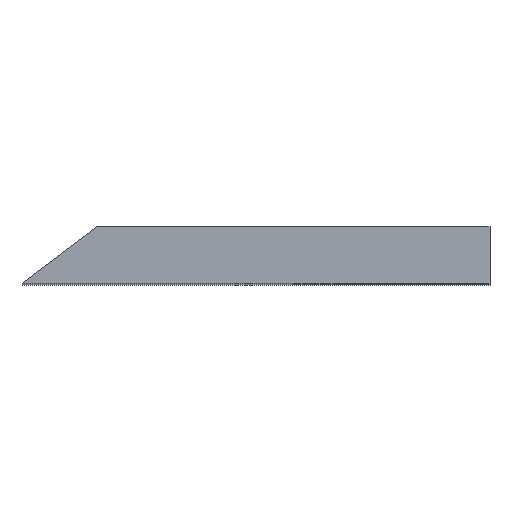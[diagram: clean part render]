
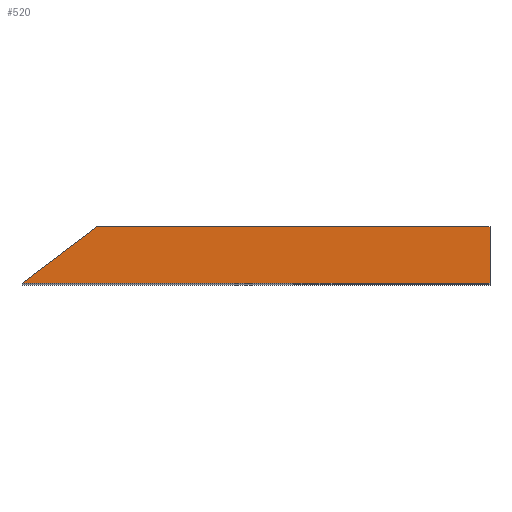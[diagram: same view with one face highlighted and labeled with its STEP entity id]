
A CAD part, top view. The second image highlights one B-rep face of the part: STEP entity #520.
In plain terms, the highlighted planar face has unit normal (0, 0, 1).
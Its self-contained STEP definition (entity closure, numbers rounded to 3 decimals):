
#22 = DIRECTION ( 'NONE',  ( 0., 1., 0. ) ) ;
#39 = VECTOR ( 'NONE', #117, 1000. ) ;
#64 = CARTESIAN_POINT ( 'NONE',  ( 4., 3., 60. ) ) ;
#74 = EDGE_CURVE ( 'NONE', #368, #122, #602, .T. ) ;
#117 = DIRECTION ( 'NONE',  ( -1., 0., 0. ) ) ;
#122 = VERTEX_POINT ( 'NONE', #289 ) ;
#131 = ORIENTED_EDGE ( 'NONE', *, *, #394, .T. ) ;
#133 = CARTESIAN_POINT ( 'NONE',  ( 25., 0., 60. ) ) ;
#162 = ORIENTED_EDGE ( 'NONE', *, *, #477, .T. ) ;
#163 = VERTEX_POINT ( 'NONE', #699 ) ;
#198 = DIRECTION ( 'NONE',  ( -1., 0., 0. ) ) ;
#202 = AXIS2_PLACEMENT_3D ( 'NONE', #356, #681, #198 ) ;
#229 = ORIENTED_EDGE ( 'NONE', *, *, #457, .T. ) ;
#231 = CARTESIAN_POINT ( 'NONE',  ( 0., 0., 60. ) ) ;
#240 = FACE_OUTER_BOUND ( 'NONE', #581, .T. ) ;
#245 = CARTESIAN_POINT ( 'NONE',  ( 4., 3., 60. ) ) ;
#278 = CARTESIAN_POINT ( 'NONE',  ( 0., 0., 60. ) ) ;
#283 = CARTESIAN_POINT ( 'NONE',  ( 25., 3., 60. ) ) ;
#287 = DIRECTION ( 'NONE',  ( -0.8, -0.6, 0. ) ) ;
#289 = CARTESIAN_POINT ( 'NONE',  ( 25., 0., 60. ) ) ;
#327 = LINE ( 'NONE', #245, #385 ) ;
#339 = VERTEX_POINT ( 'NONE', #64 ) ;
#344 = PLANE ( 'NONE',  #202 ) ;
#356 = CARTESIAN_POINT ( 'NONE',  ( 0., 0., 60. ) ) ;
#368 = VERTEX_POINT ( 'NONE', #278 ) ;
#385 = VECTOR ( 'NONE', #287, 1000. ) ;
#394 = EDGE_CURVE ( 'NONE', #163, #339, #659, .T. ) ;
#457 = EDGE_CURVE ( 'NONE', #122, #163, #549, .T. ) ;
#458 = VECTOR ( 'NONE', #627, 1000. ) ;
#477 = EDGE_CURVE ( 'NONE', #339, #368, #327, .T. ) ;
#520 = ADVANCED_FACE ( 'NONE', ( #240 ), #344, .F. ) ;
#549 = LINE ( 'NONE', #133, #585 ) ;
#581 = EDGE_LOOP ( 'NONE', ( #162, #612, #229, #131 ) ) ;
#585 = VECTOR ( 'NONE', #22, 1000. ) ;
#602 = LINE ( 'NONE', #231, #458 ) ;
#612 = ORIENTED_EDGE ( 'NONE', *, *, #74, .T. ) ;
#627 = DIRECTION ( 'NONE',  ( 1., 0., 0. ) ) ;
#659 = LINE ( 'NONE', #283, #39 ) ;
#681 = DIRECTION ( 'NONE',  ( 0., 0., -1. ) ) ;
#699 = CARTESIAN_POINT ( 'NONE',  ( 25., 3., 60. ) ) ;
